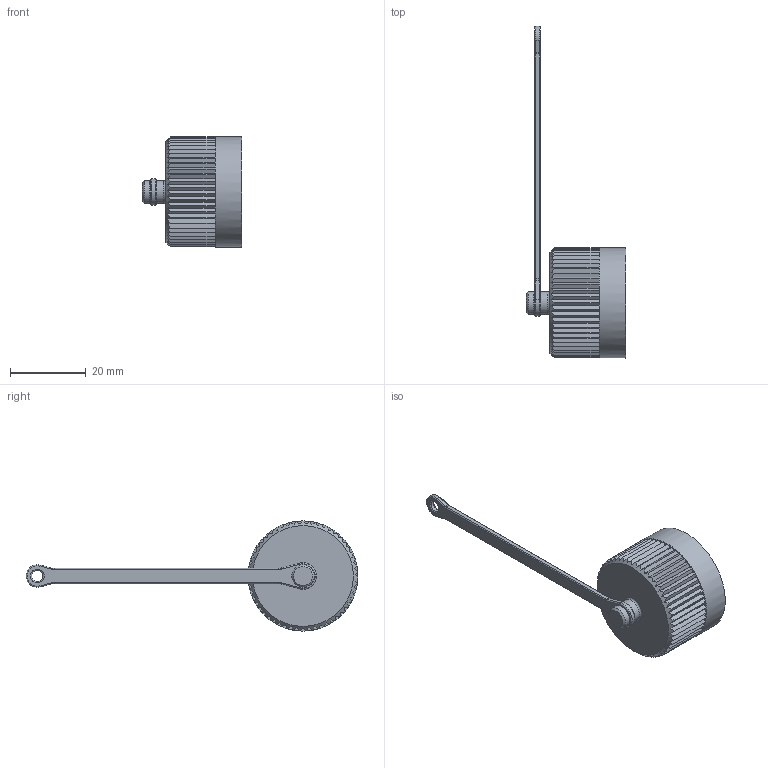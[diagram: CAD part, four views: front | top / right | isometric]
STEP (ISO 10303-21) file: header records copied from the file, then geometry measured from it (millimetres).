
FILE_DESCRIPTION(/* description */ (''),/* implementation_level */ '2;1');
FILE_NAME(/* name */ '08-2301-000-000-001_00.stp',/* time_stamp */ '2023-02-14T06:41:08+01:00',/* author */ (''),/* organization */ (''),/* preprocessor_version */ 'ST-DEVELOPER v16',/* originating_system */ 'SIEMENS PLM Software NX 11.0',/* authorisation */ '');
FILE_SCHEMA (('AUTOMOTIVE_DESIGN { 1 0 10303 214 3 1 1 1 }'));
Length unit declared in the file: millimetre
Products named in the file (1): cgoe2474C7E021vy
Bounding box: 26.2 x 87.49 x 29 mm (x, y, z)
Volume: 9086 mm3; surface area: 6157.8 mm2
Topology: 1 solids, 1 shells, 283 faces, 678 edges, 405 vertices
Faces by surface type: plane 181, cylinder 82, torus 17, cone 3
Full cylindrical faces by diameter (mm): 3 x1, 3.9 x1, 6 x2, 8.4 x1, 13.6 x1, 17.8 x1, 20.82 x1, 29 x1
Entity records: 8413 total; most frequent: CARTESIAN_POINT 1676, DIRECTION 1355, ORIENTED_EDGE 1318, EDGE_CURVE 659, AXIS2_PLACEMENT_3D 522, VERTEX_POINT 403, LINE 311, VECTOR 311
